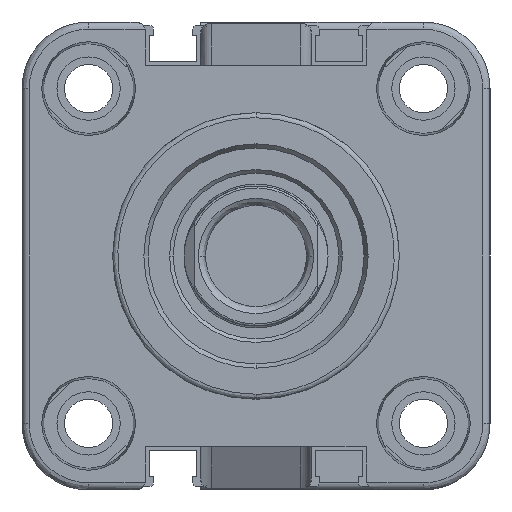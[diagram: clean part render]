
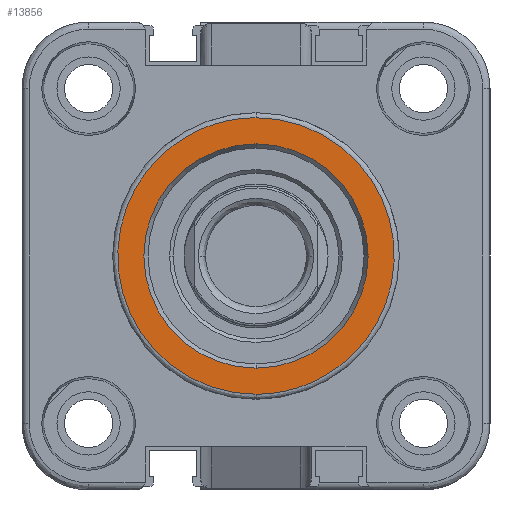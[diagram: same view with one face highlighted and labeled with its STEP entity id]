
A CAD part, front view. The second image highlights one B-rep face of the part: STEP entity #13856.
In plain terms, the highlighted face is planar.
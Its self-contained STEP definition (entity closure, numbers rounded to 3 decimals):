
#110 = DIRECTION ( 'NONE',  ( 0., 0., 1. ) ) ;
#112 = EDGE_CURVE ( 'NONE', #1330, #11014, #5803, .T. ) ;
#469 = AXIS2_PLACEMENT_3D ( 'NONE', #10497, #12705, #746 ) ;
#485 = CARTESIAN_POINT ( 'NONE',  ( 274.95, 214.438, 307.666 ) ) ;
#746 = DIRECTION ( 'NONE',  ( 0., 0., -1. ) ) ;
#977 = DIRECTION ( 'NONE',  ( 0., 0., -1. ) ) ;
#1030 = ORIENTED_EDGE ( 'NONE', *, *, #7676, .F. ) ;
#1330 = VERTEX_POINT ( 'NONE', #6124 ) ;
#1381 = CARTESIAN_POINT ( 'NONE',  ( 274.95, 214.438, 272.889 ) ) ;
#1542 = FACE_BOUND ( 'NONE', #3901, .T. ) ;
#2181 = EDGE_CURVE ( 'NONE', #11014, #1330, #9043, .T. ) ;
#2367 = PLANE ( 'NONE',  #4999 ) ;
#2586 = ORIENTED_EDGE ( 'NONE', *, *, #112, .F. ) ;
#2846 = CARTESIAN_POINT ( 'NONE',  ( 274.95, 214.438, 269.266 ) ) ;
#2914 = CARTESIAN_POINT ( 'NONE',  ( 274.95, 214.438, 307.666 ) ) ;
#2994 = CARTESIAN_POINT ( 'NONE',  ( 274.95, 176.038, 269.266 ) ) ;
#3010 = CARTESIAN_POINT ( 'NONE',  ( 274.95, 252.838, 269.266 ) ) ;
#3061 = DIRECTION ( 'NONE',  ( 1., 0., 0. ) ) ;
#3533 = CARTESIAN_POINT ( 'NONE',  ( 274.95, 214.438, 304.043 ) ) ;
#3901 = EDGE_LOOP ( 'NONE', ( #4997, #1030 ) ) ;
#4315 = VERTEX_POINT ( 'NONE', #1381 ) ;
#4997 = ORIENTED_EDGE ( 'NONE', *, *, #5338, .F. ) ;
#4999 = AXIS2_PLACEMENT_3D ( 'NONE', #12091, #13144, #110 ) ;
#5254 = CARTESIAN_POINT ( 'NONE',  ( 274.95, 214.438, 288.466 ) ) ;
#5338 = EDGE_CURVE ( 'NONE', #4315, #13111, #7969, .T. ) ;
#5803 =( BOUNDED_CURVE ( )  B_SPLINE_CURVE ( 3, ( #2846, #2994, #7214, #6096 ),
 .UNSPECIFIED., .F., .F. ) 
 B_SPLINE_CURVE_WITH_KNOTS ( ( 4, 4 ),
 ( 0., 1. ),
 .UNSPECIFIED. ) 
 CURVE ( )  GEOMETRIC_REPRESENTATION_ITEM ( )  RATIONAL_B_SPLINE_CURVE ( ( 1., 0.333, 0.333, 1. ) ) 
 REPRESENTATION_ITEM ( '' )  );
#6096 = CARTESIAN_POINT ( 'NONE',  ( 274.95, 214.438, 307.666 ) ) ;
#6124 = CARTESIAN_POINT ( 'NONE',  ( 274.95, 214.438, 269.266 ) ) ;
#6446 = CARTESIAN_POINT ( 'NONE',  ( 274.95, 252.838, 307.666 ) ) ;
#7191 = FACE_OUTER_BOUND ( 'NONE', #7847, .T. ) ;
#7214 = CARTESIAN_POINT ( 'NONE',  ( 274.95, 176.038, 307.666 ) ) ;
#7508 = CARTESIAN_POINT ( 'NONE',  ( 274.95, 214.438, 269.266 ) ) ;
#7676 = EDGE_CURVE ( 'NONE', #13111, #4315, #12145, .T. ) ;
#7847 = EDGE_LOOP ( 'NONE', ( #10737, #2586 ) ) ;
#7969 = CIRCLE ( 'NONE', #469, 15.577 ) ;
#9043 =( BOUNDED_CURVE ( )  B_SPLINE_CURVE ( 3, ( #2914, #6446, #3010, #7508 ),
 .UNSPECIFIED., .F., .T. ) 
 B_SPLINE_CURVE_WITH_KNOTS ( ( 4, 4 ),
 ( 0., 1. ),
 .UNSPECIFIED. ) 
 CURVE ( )  GEOMETRIC_REPRESENTATION_ITEM ( )  RATIONAL_B_SPLINE_CURVE ( ( 1., 0.333, 0.333, 1. ) ) 
 REPRESENTATION_ITEM ( '' )  );
#9092 = AXIS2_PLACEMENT_3D ( 'NONE', #5254, #3061, #977 ) ;
#10497 = CARTESIAN_POINT ( 'NONE',  ( 274.95, 214.438, 288.466 ) ) ;
#10737 = ORIENTED_EDGE ( 'NONE', *, *, #2181, .F. ) ;
#11014 = VERTEX_POINT ( 'NONE', #485 ) ;
#12091 = CARTESIAN_POINT ( 'NONE',  ( 274.95, 234.338, 288.466 ) ) ;
#12145 = CIRCLE ( 'NONE', #9092, 15.577 ) ;
#12705 = DIRECTION ( 'NONE',  ( 1., 0., 0. ) ) ;
#13111 = VERTEX_POINT ( 'NONE', #3533 ) ;
#13144 = DIRECTION ( 'NONE',  ( -1., 0., 0. ) ) ;
#13856 = ADVANCED_FACE ( 'NONE', ( #1542, #7191 ), #2367, .F. ) ;
